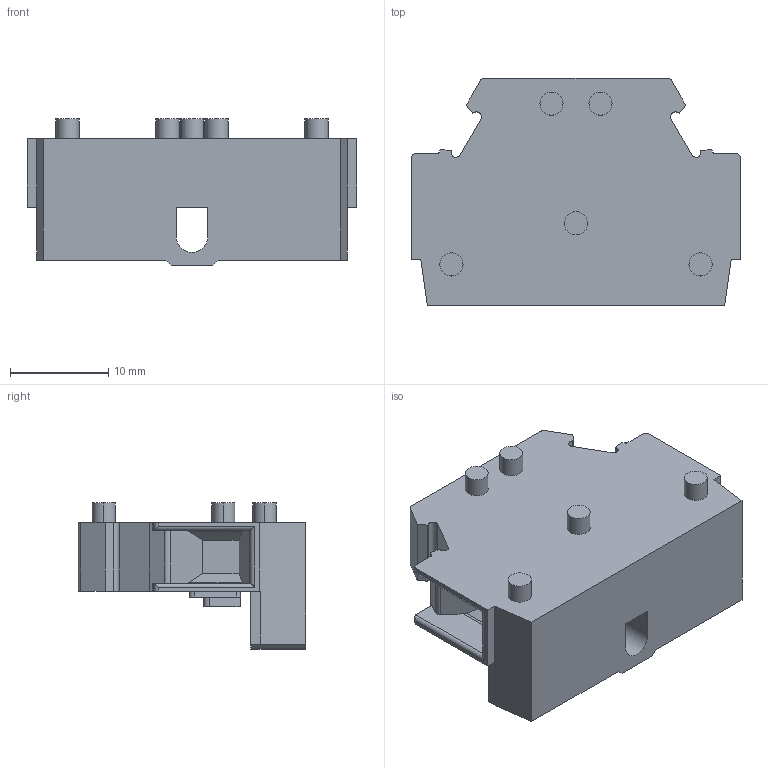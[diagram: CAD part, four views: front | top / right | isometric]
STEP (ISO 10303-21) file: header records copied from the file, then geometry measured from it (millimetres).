
FILE_DESCRIPTION((''),'2;1');
FILE_NAME('UJ2-4','2024-03-01T',('dell'),(''),'PRO/ENGINEER BY PARAMETRIC TECHNOLOGY CORPORATION, 2013230','PRO/ENGINEER BY PARAMETRIC TECHNOLOGY CORPORATION, 2013230','');
FILE_SCHEMA(('AUTOMOTIVE_DESIGN { 1 0 10303 214 1 1 1 1 }'));
Length unit declared in the file: millimetre
Products named in the file (1): UJ2-4
Bounding box: 33.6 x 23.2 x 14.9 mm (x, y, z)
Volume: 4917.9 mm3; surface area: 3248.6 mm2
Topology: 1 solids, 1 shells, 146 faces, 402 edges, 268 vertices
Faces by surface type: plane 93, cylinder 53
Entity records: 4756 total; most frequent: CARTESIAN_POINT 894, ORIENTED_EDGE 804, DIRECTION 768, EDGE_CURVE 402, VECTOR 296, LINE 296, VERTEX_POINT 268, AXIS2_PLACEMENT_3D 236
